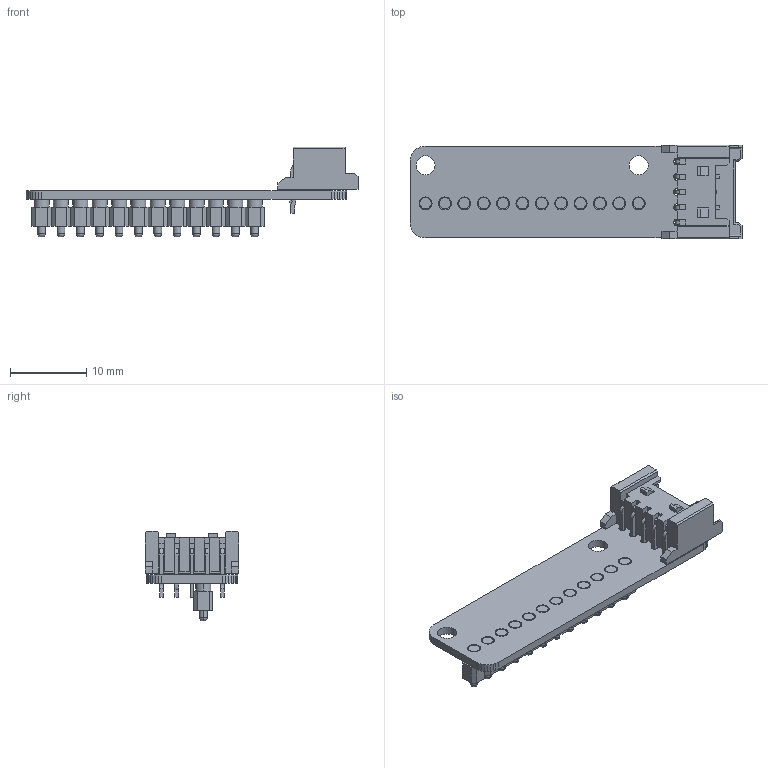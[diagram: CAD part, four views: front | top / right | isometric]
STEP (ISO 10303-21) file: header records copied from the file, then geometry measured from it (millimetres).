
FILE_DESCRIPTION(('Open CASCADE Model'),'2;1');
FILE_NAME('Open CASCADE Shape Model','2016-11-02T10:49:06',('Author'),( 'Open CASCADE'),'Open CASCADE STEP processor 6.2','Open CASCADE 6.2' ,'Unknown');
FILE_SCHEMA(('AUTOMOTIVE_DESIGN { 1 0 10303 214 1 1 1 1 }'));
Length unit declared in the file: millimetre
Products named in the file (8): PCB; Board; J2; 353630560; Open CASCADE STEP translator 6.2 1.2.1.1; Open CASCADE STEP translator 6.2 1.2.1.2; J1; 粟銅脣渀12p
Assembly tree (7 placements, depth 4):
  PCB
    Board
    J2
      353630560
        Open CASCADE STEP translator 6.2 1.2.1.1
        Open CASCADE STEP translator 6.2 1.2.1.2
    J1
      粟銅脣渀12p
Bounding box: 43.53 x 12.3 x 11.77 mm (x, y, z)
Volume: 717.5 mm3; surface area: 2337.9 mm2
Topology: 2 solids, 14 shells, 495 faces, 1294 edges, 864 vertices
Faces by surface type: plane 362, cylinder 109, revolution 24
Full cylindrical faces by diameter (mm): 0.9 x5, 1.7 x12, 2.5 x2
Entity records: 34013 total; most frequent: CARTESIAN_POINT 7367, DIRECTION 4478, LINE 2806, VECTOR 2806, ORIENTED_EDGE 2470, PCURVE 2470, DEFINITIONAL_REPRESENTATION 2470, EDGE_CURVE 1279
